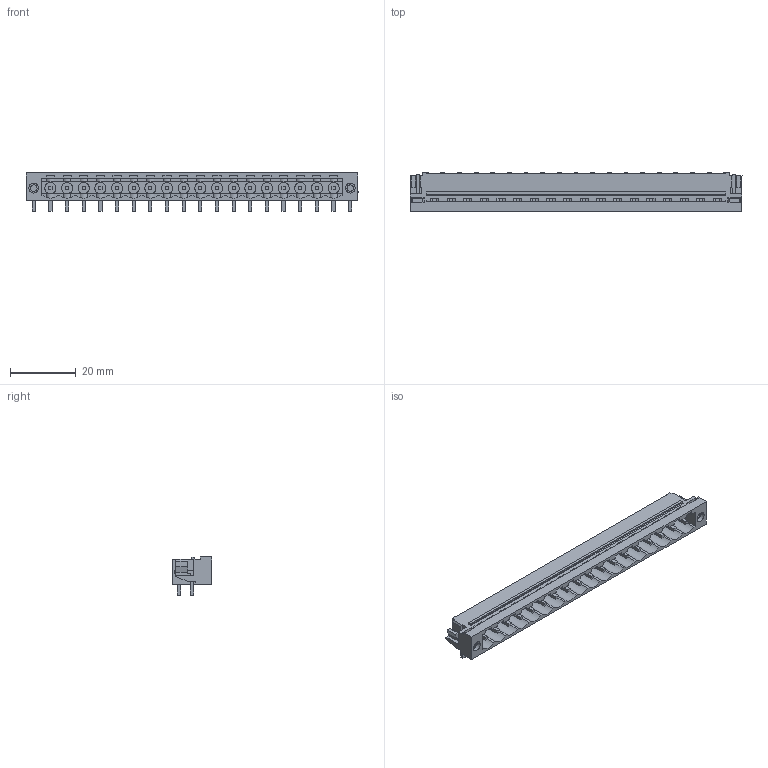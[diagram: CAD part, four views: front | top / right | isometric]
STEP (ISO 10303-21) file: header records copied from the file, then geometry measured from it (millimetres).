
FILE_DESCRIPTION(('CATIA V5R22 STEP214','CAx-IF Rec.Pracs.--- Model Styling and Organization---1.4--- 2014-01-23'),'2;1');
FILE_NAME ('D1456069_1_1780590000_1780590000.stp','2023-05-11T06:54:27+00:00',('none'),('Weidmueller'),'CATIA Version 5-6 Release 2016 SP3 HF44','CATIA V5 STEP AP214','none');
FILE_SCHEMA(('AUTOMOTIVE_DESIGN { 1 0 10303 214 1 1 1 1 }'));
Length unit declared in the file: millimetre
Products named in the file (1): 1780590000
Bounding box: 101.24 x 12 x 11.63 mm (x, y, z)
Volume: 3939.4 mm3; surface area: 8959.7 mm2
Topology: 23 solids, 23 shells, 1152 faces, 3494 edges, 2302 vertices
Faces by surface type: plane 917, cylinder 189, extrusion 38, cone 8
Entity records: 37078 total; most frequent: CARTESIAN_POINT 8709, ORIENTED_EDGE 6988, DIRECTION 4168, EDGE_CURVE 3494, VECTOR 2626, LINE 2588, VERTEX_POINT 2302, EDGE_LOOP 1222
